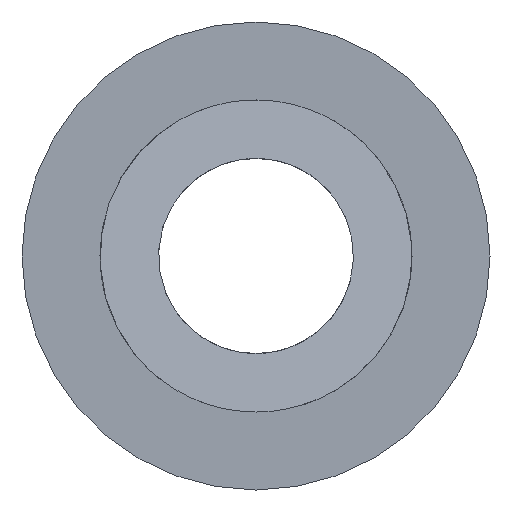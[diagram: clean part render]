
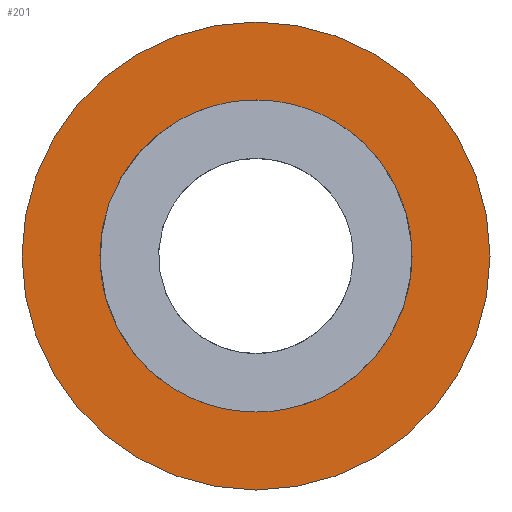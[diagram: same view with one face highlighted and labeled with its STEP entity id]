
A CAD part, front view. The second image highlights one B-rep face of the part: STEP entity #201.
In plain terms, the highlighted planar face has unit normal (0, -1, 0).
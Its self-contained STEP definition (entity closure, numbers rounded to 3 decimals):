
#12 = DIRECTION ( 'NONE',  ( 0., -1., 0. ) ) ;
#18 = EDGE_CURVE ( 'NONE', #184, #184, #142, .T. ) ;
#25 = DIRECTION ( 'NONE',  ( 0., 0., 1. ) ) ;
#26 = FACE_BOUND ( 'NONE', #176, .T. ) ;
#32 = AXIS2_PLACEMENT_3D ( 'NONE', #96, #12, #180 ) ;
#64 = CARTESIAN_POINT ( 'NONE',  ( -6., 60., 0. ) ) ;
#65 = ORIENTED_EDGE ( 'NONE', *, *, #18, .F. ) ;
#94 = EDGE_CURVE ( 'NONE', #200, #200, #192, .T. ) ;
#96 = CARTESIAN_POINT ( 'NONE',  ( 0., 60., 0. ) ) ;
#115 = FACE_OUTER_BOUND ( 'NONE', #137, .T. ) ;
#117 = DIRECTION ( 'NONE',  ( 0., -1., 0. ) ) ;
#137 = EDGE_LOOP ( 'NONE', ( #211 ) ) ;
#141 = AXIS2_PLACEMENT_3D ( 'NONE', #168, #117, #152 ) ;
#142 = CIRCLE ( 'NONE', #141, 4. ) ;
#152 = DIRECTION ( 'NONE',  ( 0., 0., -1. ) ) ;
#158 = PLANE ( 'NONE',  #197 ) ;
#168 = CARTESIAN_POINT ( 'NONE',  ( 0., 60., 0. ) ) ;
#172 = CARTESIAN_POINT ( 'NONE',  ( 0., 60., -4. ) ) ;
#176 = EDGE_LOOP ( 'NONE', ( #65 ) ) ;
#180 = DIRECTION ( 'NONE',  ( 0., 0., -1. ) ) ;
#184 = VERTEX_POINT ( 'NONE', #172 ) ;
#186 = DIRECTION ( 'NONE',  ( 0., 1., 0. ) ) ;
#192 = CIRCLE ( 'NONE', #32, 6. ) ;
#197 = AXIS2_PLACEMENT_3D ( 'NONE', #64, #186, #25 ) ;
#200 = VERTEX_POINT ( 'NONE', #207 ) ;
#201 = ADVANCED_FACE ( 'NONE', ( #26, #115 ), #158, .F. ) ;
#207 = CARTESIAN_POINT ( 'NONE',  ( 0., 60., -6. ) ) ;
#211 = ORIENTED_EDGE ( 'NONE', *, *, #94, .T. ) ;
